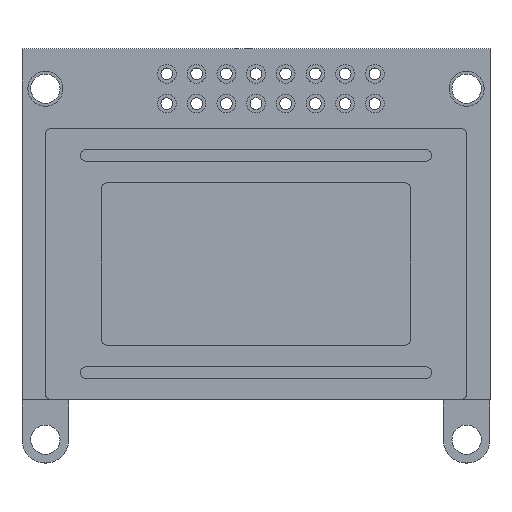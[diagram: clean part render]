
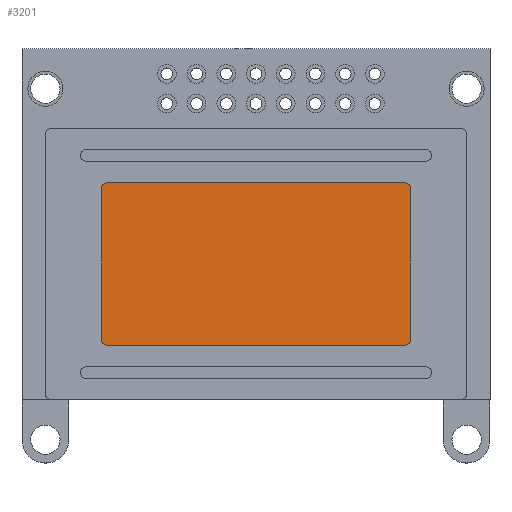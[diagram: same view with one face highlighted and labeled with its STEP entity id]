
A CAD part, top view. The second image highlights one B-rep face of the part: STEP entity #3201.
In plain terms, the highlighted planar face has unit normal (0, 0, 1).
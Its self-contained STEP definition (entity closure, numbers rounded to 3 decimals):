
#351 = PLANE ( 'NONE',  #8969 ) ;
#609 = VERTEX_POINT ( 'NONE', #8057 ) ;
#654 = LINE ( 'NONE', #1044, #5482 ) ;
#681 = VECTOR ( 'NONE', #1969, 1000. ) ;
#705 = ORIENTED_EDGE ( 'NONE', *, *, #10350, .T. ) ;
#733 = DIRECTION ( 'NONE',  ( -1., 0., 0. ) ) ;
#840 = EDGE_CURVE ( 'NONE', #9239, #4769, #3615, .T. ) ;
#925 = DIRECTION ( 'NONE',  ( 0., 0., 1. ) ) ;
#1044 = CARTESIAN_POINT ( 'NONE',  ( 13.2, 3.55, 10.1 ) ) ;
#1243 = ORIENTED_EDGE ( 'NONE', *, *, #2137, .T. ) ;
#1248 = CIRCLE ( 'NONE', #9336, 0.5 ) ;
#1257 = DIRECTION ( 'NONE',  ( 1., 0., 0. ) ) ;
#1523 = AXIS2_PLACEMENT_3D ( 'NONE', #6248, #9511, #10360 ) ;
#1969 = DIRECTION ( 'NONE',  ( 1., 0., 0. ) ) ;
#1971 = CARTESIAN_POINT ( 'NONE',  ( -12.7, 3.05, 10.1 ) ) ;
#2027 = CARTESIAN_POINT ( 'NONE',  ( 12.7, -10.35, 10.1 ) ) ;
#2137 = EDGE_CURVE ( 'NONE', #609, #7430, #9923, .T. ) ;
#2386 = CARTESIAN_POINT ( 'NONE',  ( -12.7, 3.55, 10.1 ) ) ;
#2818 = CARTESIAN_POINT ( 'NONE',  ( -12.7, -10.35, 10.1 ) ) ;
#2844 = ORIENTED_EDGE ( 'NONE', *, *, #3045, .T. ) ;
#2942 = VECTOR ( 'NONE', #9567, 1000. ) ;
#3045 = EDGE_CURVE ( 'NONE', #4957, #5854, #3755, .T. ) ;
#3201 = ADVANCED_FACE ( 'NONE', ( #10345 ), #351, .T. ) ;
#3303 = CARTESIAN_POINT ( 'NONE',  ( -13.2, 3.05, 10.1 ) ) ;
#3615 = CIRCLE ( 'NONE', #10323, 0.5 ) ;
#3633 = DIRECTION ( 'NONE',  ( 1., 0., 0. ) ) ;
#3642 = EDGE_CURVE ( 'NONE', #8575, #9239, #3699, .T. ) ;
#3699 = LINE ( 'NONE', #6038, #681 ) ;
#3755 = LINE ( 'NONE', #8608, #2942 ) ;
#4240 = DIRECTION ( 'NONE',  ( 1., 0., 0. ) ) ;
#4454 = CARTESIAN_POINT ( 'NONE',  ( 12.7, -9.85, 10.1 ) ) ;
#4619 = DIRECTION ( 'NONE',  ( 0., 0., 1. ) ) ;
#4644 = CIRCLE ( 'NONE', #1523, 0.5 ) ;
#4769 = VERTEX_POINT ( 'NONE', #6035 ) ;
#4777 = EDGE_CURVE ( 'NONE', #5854, #8575, #1248, .T. ) ;
#4957 = VERTEX_POINT ( 'NONE', #3303 ) ;
#4959 = ORIENTED_EDGE ( 'NONE', *, *, #10669, .T. ) ;
#5211 = ORIENTED_EDGE ( 'NONE', *, *, #6114, .T. ) ;
#5291 = DIRECTION ( 'NONE',  ( 0., 0., 1. ) ) ;
#5482 = VECTOR ( 'NONE', #9088, 1000. ) ;
#5854 = VERTEX_POINT ( 'NONE', #8216 ) ;
#6035 = CARTESIAN_POINT ( 'NONE',  ( 13.2, -9.85, 10.1 ) ) ;
#6038 = CARTESIAN_POINT ( 'NONE',  ( -13.2, -10.35, 10.1 ) ) ;
#6114 = EDGE_CURVE ( 'NONE', #4769, #6247, #654, .T. ) ;
#6247 = VERTEX_POINT ( 'NONE', #8663 ) ;
#6248 = CARTESIAN_POINT ( 'NONE',  ( 12.7, 3.05, 10.1 ) ) ;
#7271 = CARTESIAN_POINT ( 'NONE',  ( -13.2, 3.55, 10.1 ) ) ;
#7430 = VERTEX_POINT ( 'NONE', #2386 ) ;
#7457 = ORIENTED_EDGE ( 'NONE', *, *, #3642, .T. ) ;
#7714 = DIRECTION ( 'NONE',  ( 0., 0., 1. ) ) ;
#7843 = DIRECTION ( 'NONE',  ( 1., 0., 0. ) ) ;
#7900 = AXIS2_PLACEMENT_3D ( 'NONE', #1971, #5291, #7843 ) ;
#8057 = CARTESIAN_POINT ( 'NONE',  ( 12.7, 3.55, 10.1 ) ) ;
#8216 = CARTESIAN_POINT ( 'NONE',  ( -13.2, -9.85, 10.1 ) ) ;
#8333 = CARTESIAN_POINT ( 'NONE',  ( -12.7, -9.85, 10.1 ) ) ;
#8418 = VECTOR ( 'NONE', #733, 1000. ) ;
#8575 = VERTEX_POINT ( 'NONE', #2818 ) ;
#8598 = CIRCLE ( 'NONE', #7900, 0.5 ) ;
#8599 = EDGE_LOOP ( 'NONE', ( #7457, #9453, #5211, #705, #1243, #4959, #2844, #8626 ) ) ;
#8608 = CARTESIAN_POINT ( 'NONE',  ( -13.2, 3.55, 10.1 ) ) ;
#8626 = ORIENTED_EDGE ( 'NONE', *, *, #4777, .T. ) ;
#8663 = CARTESIAN_POINT ( 'NONE',  ( 13.2, 3.05, 10.1 ) ) ;
#8703 = CARTESIAN_POINT ( 'NONE',  ( 0., 0., 10.1 ) ) ;
#8969 = AXIS2_PLACEMENT_3D ( 'NONE', #8703, #4619, #1257 ) ;
#9088 = DIRECTION ( 'NONE',  ( 0., 1., 0. ) ) ;
#9239 = VERTEX_POINT ( 'NONE', #2027 ) ;
#9336 = AXIS2_PLACEMENT_3D ( 'NONE', #8333, #925, #4240 ) ;
#9453 = ORIENTED_EDGE ( 'NONE', *, *, #840, .T. ) ;
#9511 = DIRECTION ( 'NONE',  ( 0., 0., 1. ) ) ;
#9567 = DIRECTION ( 'NONE',  ( 0., -1., 0. ) ) ;
#9923 = LINE ( 'NONE', #7271, #8418 ) ;
#10323 = AXIS2_PLACEMENT_3D ( 'NONE', #4454, #7714, #3633 ) ;
#10345 = FACE_OUTER_BOUND ( 'NONE', #8599, .T. ) ;
#10350 = EDGE_CURVE ( 'NONE', #6247, #609, #4644, .T. ) ;
#10360 = DIRECTION ( 'NONE',  ( 1., 0., 0. ) ) ;
#10669 = EDGE_CURVE ( 'NONE', #7430, #4957, #8598, .T. ) ;
